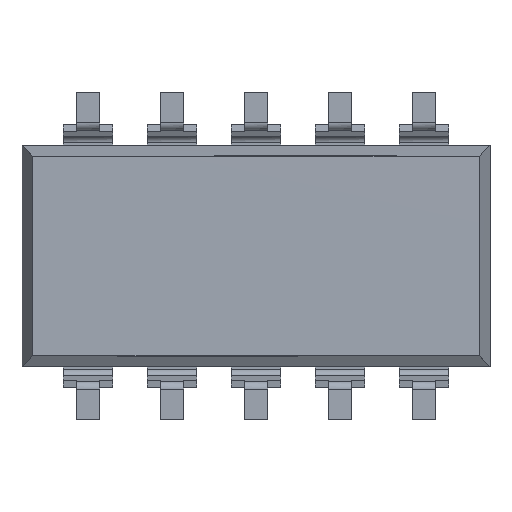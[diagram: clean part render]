
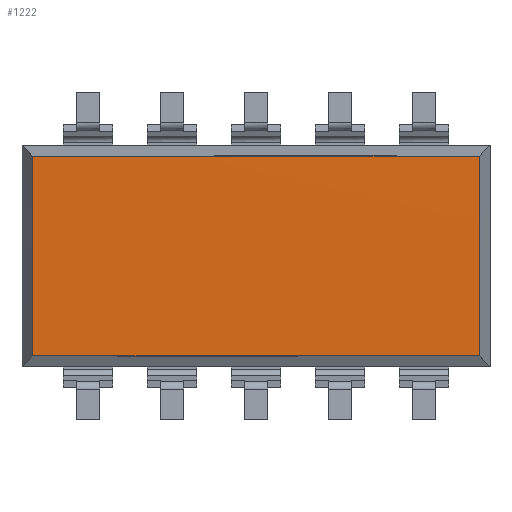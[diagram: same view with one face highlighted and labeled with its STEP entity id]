
A CAD part, front view. The second image highlights one B-rep face of the part: STEP entity #1222.
In plain terms, the highlighted planar face has unit normal (0, -1, 0).
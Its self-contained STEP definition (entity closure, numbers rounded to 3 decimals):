
#728 = ORIENTED_EDGE ( 'NONE', *, *, #15389, .F. ) ;
#908 = ORIENTED_EDGE ( 'NONE', *, *, #16693, .F. ) ;
#1125 = VECTOR ( 'NONE', #10375, 1000. ) ;
#1222 = ADVANCED_FACE ( 'NONE', ( #6699 ), #4009, .F. ) ;
#3098 = EDGE_CURVE ( 'NONE', #10141, #10765, #10100, .T. ) ;
#4009 = PLANE ( 'NONE',  #7592 ) ;
#4229 = LINE ( 'NONE', #16427, #5639 ) ;
#5159 = CARTESIAN_POINT ( 'NONE',  ( 6.759, 0.005, -3.024 ) ) ;
#5639 = VECTOR ( 'NONE', #5755, 1000. ) ;
#5755 = DIRECTION ( 'NONE',  ( 0., 0., -1. ) ) ;
#6298 = CARTESIAN_POINT ( 'NONE',  ( 6.759, 0.005, 3.025 ) ) ;
#6669 = CARTESIAN_POINT ( 'NONE',  ( -6.756, 0., 0. ) ) ;
#6699 = FACE_OUTER_BOUND ( 'NONE', #17160, .T. ) ;
#7592 = AXIS2_PLACEMENT_3D ( 'NONE', #16389, #8078, #14953 ) ;
#7597 = CARTESIAN_POINT ( 'NONE',  ( 0., 0., 3.021 ) ) ;
#7930 = VECTOR ( 'NONE', #14209, 1000. ) ;
#8078 = DIRECTION ( 'NONE',  ( 0., 1., 0. ) ) ;
#9985 = VECTOR ( 'NONE', #13114, 1000. ) ;
#10100 = LINE ( 'NONE', #6669, #7930 ) ;
#10141 = VERTEX_POINT ( 'NONE', #17197 ) ;
#10375 = DIRECTION ( 'NONE',  ( 1., 0., 0. ) ) ;
#10765 = VERTEX_POINT ( 'NONE', #15911 ) ;
#11260 = ORIENTED_EDGE ( 'NONE', *, *, #3098, .F. ) ;
#11405 = ORIENTED_EDGE ( 'NONE', *, *, #14243, .F. ) ;
#11615 = LINE ( 'NONE', #7597, #1125 ) ;
#13114 = DIRECTION ( 'NONE',  ( -1., 0., 0. ) ) ;
#14109 = LINE ( 'NONE', #15908, #9985 ) ;
#14209 = DIRECTION ( 'NONE',  ( 0., 0., 1. ) ) ;
#14243 = EDGE_CURVE ( 'NONE', #17078, #14936, #4229, .T. ) ;
#14936 = VERTEX_POINT ( 'NONE', #5159 ) ;
#14953 = DIRECTION ( 'NONE',  ( 0., 0., 1. ) ) ;
#15389 = EDGE_CURVE ( 'NONE', #14936, #10141, #14109, .T. ) ;
#15908 = CARTESIAN_POINT ( 'NONE',  ( 0., 0., -3.021 ) ) ;
#15911 = CARTESIAN_POINT ( 'NONE',  ( -6.759, 0.005, 3.024 ) ) ;
#16389 = CARTESIAN_POINT ( 'NONE',  ( 0., 0., 0. ) ) ;
#16427 = CARTESIAN_POINT ( 'NONE',  ( 6.756, 0., 0. ) ) ;
#16693 = EDGE_CURVE ( 'NONE', #10765, #17078, #11615, .T. ) ;
#17078 = VERTEX_POINT ( 'NONE', #6298 ) ;
#17160 = EDGE_LOOP ( 'NONE', ( #728, #11405, #908, #11260 ) ) ;
#17197 = CARTESIAN_POINT ( 'NONE',  ( -6.759, 0.005, -3.024 ) ) ;
